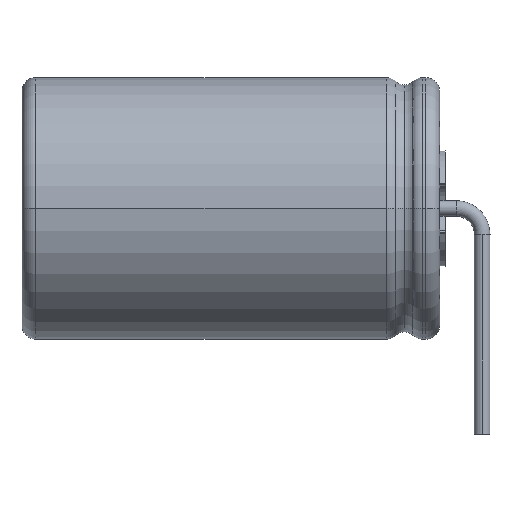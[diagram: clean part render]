
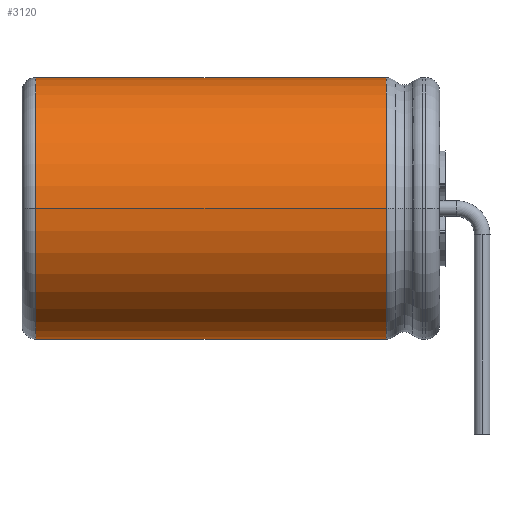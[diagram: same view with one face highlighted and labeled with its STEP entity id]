
A CAD part, left-side view. The second image highlights one B-rep face of the part: STEP entity #3120.
In plain terms, the highlighted cylindrical face has radius 5.025 mm (diameter 10.051 mm), a partial arc.
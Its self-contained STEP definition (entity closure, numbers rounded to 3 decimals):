
#3056 = EDGE_CURVE('',#3057,#3059,#3061,.T.);
#3057 = VERTEX_POINT('',#3058);
#3058 = CARTESIAN_POINT('',(0.,3.67,10.125));
#3059 = VERTEX_POINT('',#3060);
#3060 = CARTESIAN_POINT('',(0.,3.67,0.075));
#3061 = CIRCLE('',#3062,5.025);
#3062 = AXIS2_PLACEMENT_3D('',#3063,#3064,#3065);
#3063 = CARTESIAN_POINT('',(0.,3.67,5.1));
#3064 = DIRECTION('',(0.,-1.,0.));
#3065 = DIRECTION('',(1.,0.,0.));
#3120 = ADVANCED_FACE('',(#3121),#3147,.T.);
#3121 = FACE_BOUND('',#3122,.T.);
#3122 = EDGE_LOOP('',(#3123,#3134,#3140,#3141));
#3123 = ORIENTED_EDGE('',*,*,#3124,.T.);
#3124 = EDGE_CURVE('',#3125,#3127,#3129,.T.);
#3125 = VERTEX_POINT('',#3126);
#3126 = CARTESIAN_POINT('',(0.,17.15,10.125));
#3127 = VERTEX_POINT('',#3128);
#3128 = CARTESIAN_POINT('',(0.,17.15,0.075));
#3129 = CIRCLE('',#3130,5.025);
#3130 = AXIS2_PLACEMENT_3D('',#3131,#3132,#3133);
#3131 = CARTESIAN_POINT('',(0.,17.15,5.1));
#3132 = DIRECTION('',(0.,-1.,0.));
#3133 = DIRECTION('',(1.,0.,0.));
#3134 = ORIENTED_EDGE('',*,*,#3135,.F.);
#3135 = EDGE_CURVE('',#3059,#3127,#3136,.T.);
#3136 = LINE('',#3137,#3138);
#3137 = CARTESIAN_POINT('',(0.,14.072,
    0.075));
#3138 = VECTOR('',#3139,1.);
#3139 = DIRECTION('',(0.,1.,0.));
#3140 = ORIENTED_EDGE('',*,*,#3056,.F.);
#3141 = ORIENTED_EDGE('',*,*,#3142,.F.);
#3142 = EDGE_CURVE('',#3125,#3057,#3143,.T.);
#3143 = LINE('',#3144,#3145);
#3144 = CARTESIAN_POINT('',(0.,14.072,10.125
    ));
#3145 = VECTOR('',#3146,1.);
#3146 = DIRECTION('',(0.,-1.,0.));
#3147 = CYLINDRICAL_SURFACE('',#3148,5.025);
#3148 = AXIS2_PLACEMENT_3D('',#3149,#3150,#3151);
#3149 = CARTESIAN_POINT('',(0.,14.072,5.1));
#3150 = DIRECTION('',(0.,1.,0.));
#3151 = DIRECTION('',(1.,0.,0.));
